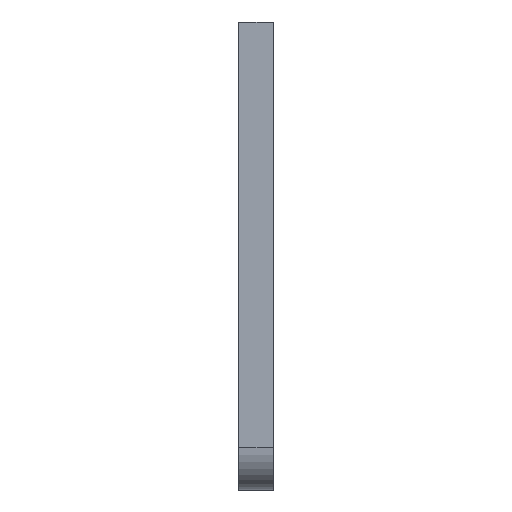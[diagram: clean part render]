
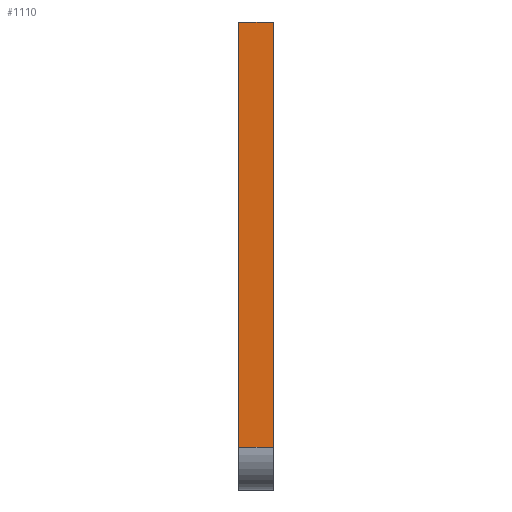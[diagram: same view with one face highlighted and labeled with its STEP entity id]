
A CAD part, left-side view. The second image highlights one B-rep face of the part: STEP entity #1110.
In plain terms, the highlighted planar face has unit normal (-1, 0, 0).
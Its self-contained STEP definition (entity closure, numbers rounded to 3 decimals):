
#172=FACE_OUTER_BOUND('',#278,.T.);
#278=EDGE_LOOP('',(#899,#900,#901,#902));
#325=LINE('',#1625,#417);
#348=LINE('',#1682,#440);
#350=LINE('',#1739,#442);
#376=LINE('',#1849,#468);
#417=VECTOR('',#1293,8.);
#440=VECTOR('',#1332,100.);
#442=VECTOR('',#1388,100.);
#468=VECTOR('',#1490,8.);
#509=VERTEX_POINT('',#1622);
#510=VERTEX_POINT('',#1624);
#536=VERTEX_POINT('',#1680);
#564=VERTEX_POINT('',#1738);
#613=EDGE_CURVE('',#509,#510,#325,.T.);
#642=EDGE_CURVE('',#536,#509,#348,.T.);
#670=EDGE_CURVE('',#564,#510,#350,.T.);
#728=EDGE_CURVE('',#536,#564,#376,.T.);
#899=ORIENTED_EDGE('',*,*,#642,.F.);
#900=ORIENTED_EDGE('',*,*,#728,.T.);
#901=ORIENTED_EDGE('',*,*,#670,.T.);
#902=ORIENTED_EDGE('',*,*,#613,.F.);
#1088=PLANE('',#1242);
#1110=ADVANCED_FACE('',(#172),#1088,.F.);
#1242=AXIS2_PLACEMENT_3D('',#1848,#1488,#1489);
#1293=DIRECTION('',(0.,-1.,0.));
#1332=DIRECTION('',(0.,0.,1.));
#1388=DIRECTION('',(0.,0.,1.));
#1488=DIRECTION('center_axis',(1.,0.,0.));
#1489=DIRECTION('ref_axis',(0.,0.,-1.));
#1490=DIRECTION('',(0.,-1.,0.));
#1622=CARTESIAN_POINT('',(-230.,8.,55.));
#1624=CARTESIAN_POINT('',(-230.,0.,55.));
#1625=CARTESIAN_POINT('',(-230.,8.,55.));
#1680=CARTESIAN_POINT('',(-230.,8.,-45.));
#1682=CARTESIAN_POINT('',(-230.,8.,-45.));
#1738=CARTESIAN_POINT('',(-230.,0.,-45.));
#1739=CARTESIAN_POINT('',(-230.,0.,-45.));
#1848=CARTESIAN_POINT('Origin',(-230.,8.,-55.));
#1849=CARTESIAN_POINT('',(-230.,8.,-45.));
